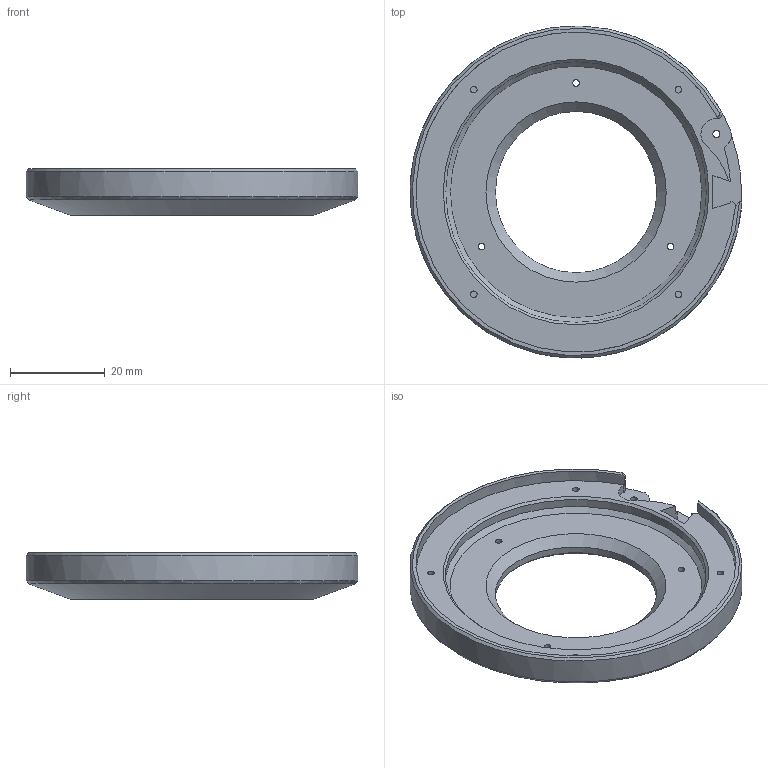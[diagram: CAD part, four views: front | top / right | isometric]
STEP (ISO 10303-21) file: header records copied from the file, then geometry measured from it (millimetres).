
FILE_DESCRIPTION(/* description */ (''),/* implementation_level */ '2;1');
FILE_NAME(/* name */ 'dumbBody_CEF_PENF',/* time_stamp */ '2023-09-29T16:35:44-04:00',/* author */ ('George'),/* organization */ ('Archive 663'),/* preprocessor_version */ 'ST-DEVELOPER v16.7',/* originating_system */ 'Solid Edge',/* authorisation */ 'Unknown');
FILE_SCHEMA (('AUTOMOTIVE_DESIGN {1 0 10303 214 3 1 1}'));
Length unit declared in the file: millimetre
Products named in the file (2): mountLensBase_PENF; dumbBody_CEF_PENF
Assembly tree (1 placements, depth 2):
  mountLensBase_PENF
    dumbBody_CEF_PENF
Bounding box: 69.92 x 69.97 x 9.8 mm (x, y, z)
Volume: 13469.1 mm3; surface area: 8602.9 mm2
Topology: 1 solids, 1 shells, 47 faces, 124 edges, 84 vertices
Faces by surface type: plane 18, cylinder 17, cone 9, bspline 2, sphere 1
Full cylindrical faces by diameter (mm): 1.4 x7, 1.5 x1, 34 x1, 55 x1
Entity records: 2814 total; most frequent: CARTESIAN_POINT 1729, DIRECTION 217, ORIENTED_EDGE 182, EDGE_CURVE 91, AXIS2_PLACEMENT_3D 91, EDGE_LOOP 82, FACE_BOUND 82, VERTEX_POINT 71
